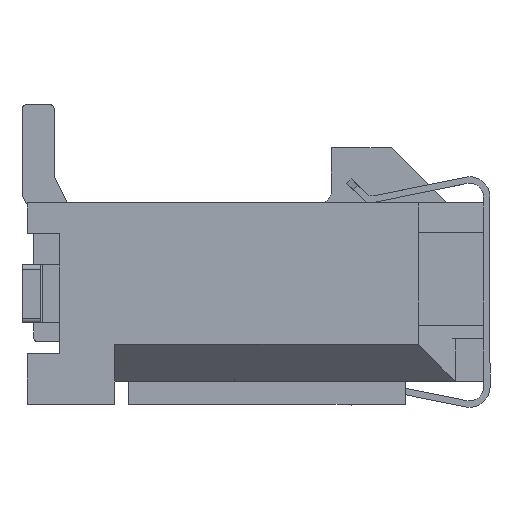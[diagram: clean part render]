
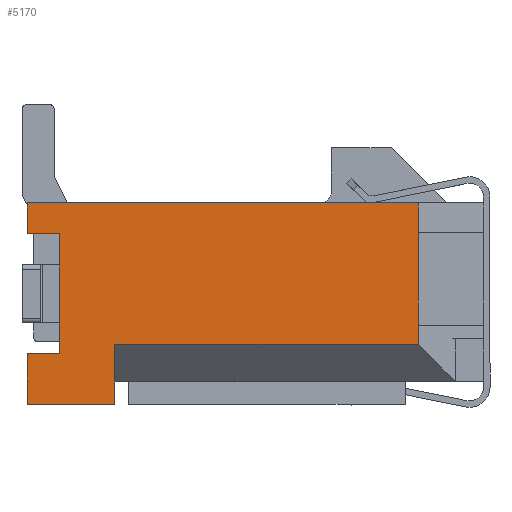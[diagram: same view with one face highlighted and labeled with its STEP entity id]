
A CAD part, left-side view. The second image highlights one B-rep face of the part: STEP entity #5170.
In plain terms, the highlighted planar face has unit normal (-1, 0, 0).
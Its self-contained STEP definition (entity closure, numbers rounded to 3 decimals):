
#587=ORIENTED_EDGE('',*,*,#2029,.T.);
#588=ORIENTED_EDGE('',*,*,#2030,.T.);
#589=ORIENTED_EDGE('',*,*,#1670,.F.);
#590=ORIENTED_EDGE('',*,*,#2031,.T.);
#591=ORIENTED_EDGE('',*,*,#2032,.F.);
#592=ORIENTED_EDGE('',*,*,#2033,.F.);
#593=ORIENTED_EDGE('',*,*,#2034,.F.);
#594=ORIENTED_EDGE('',*,*,#1771,.T.);
#595=ORIENTED_EDGE('',*,*,#2035,.T.);
#596=ORIENTED_EDGE('',*,*,#2036,.T.);
#597=ORIENTED_EDGE('',*,*,#2037,.T.);
#598=ORIENTED_EDGE('',*,*,#2038,.T.);
#1670=EDGE_CURVE('',#2427,#2428,#2921,.T.);
#1771=EDGE_CURVE('',#2526,#2525,#3022,.T.);
#2029=EDGE_CURVE('',#2715,#2716,#3280,.T.);
#2030=EDGE_CURVE('',#2716,#2428,#3281,.T.);
#2031=EDGE_CURVE('',#2427,#2717,#3282,.T.);
#2032=EDGE_CURVE('',#2718,#2717,#3283,.T.);
#2033=EDGE_CURVE('',#2719,#2718,#3284,.T.);
#2034=EDGE_CURVE('',#2526,#2719,#3285,.T.);
#2035=EDGE_CURVE('',#2525,#2720,#3286,.T.);
#2036=EDGE_CURVE('',#2720,#2721,#3287,.T.);
#2037=EDGE_CURVE('',#2721,#2722,#3288,.T.);
#2038=EDGE_CURVE('',#2722,#2715,#3289,.T.);
#2427=VERTEX_POINT('',#7146);
#2428=VERTEX_POINT('',#7148);
#2525=VERTEX_POINT('',#7360);
#2526=VERTEX_POINT('',#7362);
#2715=VERTEX_POINT('',#7859);
#2716=VERTEX_POINT('',#7860);
#2717=VERTEX_POINT('',#7863);
#2718=VERTEX_POINT('',#7865);
#2719=VERTEX_POINT('',#7867);
#2720=VERTEX_POINT('',#7870);
#2721=VERTEX_POINT('',#7872);
#2722=VERTEX_POINT('',#7874);
#2921=LINE('',#7147,#3624);
#3022=LINE('',#7361,#3725);
#3280=LINE('',#7858,#3983);
#3281=LINE('',#7861,#3984);
#3282=LINE('',#7862,#3985);
#3283=LINE('',#7864,#3986);
#3284=LINE('',#7866,#3987);
#3285=LINE('',#7868,#3988);
#3286=LINE('',#7869,#3989);
#3287=LINE('',#7871,#3990);
#3288=LINE('',#7873,#3991);
#3289=LINE('',#7875,#3992);
#3624=VECTOR('',#5772,1000.);
#3725=VECTOR('',#5903,1000.);
#3983=VECTOR('',#6261,1000.);
#3984=VECTOR('',#6262,1000.);
#3985=VECTOR('',#6263,1000.);
#3986=VECTOR('',#6264,1000.);
#3987=VECTOR('',#6265,1000.);
#3988=VECTOR('',#6266,1000.);
#3989=VECTOR('',#6267,1000.);
#3990=VECTOR('',#6268,1000.);
#3991=VECTOR('',#6269,1000.);
#3992=VECTOR('',#6270,1000.);
#4388=EDGE_LOOP('',(#587,#588,#589,#590,#591,#592,#593,#594,#595,#596,#597,
#598));
#4665=FACE_BOUND('',#4388,.T.);
#4931=PLANE('',#5486);
#5170=ADVANCED_FACE('',(#4665),#4931,.T.);
#5486=AXIS2_PLACEMENT_3D('',#7857,#6259,#6260);
#5772=DIRECTION('',(0.,0.,-1.));
#5903=DIRECTION('',(0.,1.,0.));
#6259=DIRECTION('',(-1.,0.,0.));
#6260=DIRECTION('',(0.,0.,1.));
#6261=DIRECTION('',(0.,0.,-1.));
#6262=DIRECTION('',(0.,-1.,0.));
#6263=DIRECTION('',(0.,-1.,0.));
#6264=DIRECTION('',(0.,0.,-1.));
#6265=DIRECTION('',(0.,0.,-1.));
#6266=DIRECTION('',(0.,0.,-1.));
#6267=DIRECTION('',(0.,0.,-1.));
#6268=DIRECTION('',(0.,-1.,0.));
#6269=DIRECTION('',(0.,0.,-1.));
#6270=DIRECTION('',(0.,1.,0.));
#7146=CARTESIAN_POINT('',(-7.825,3.05,-0.885));
#7147=CARTESIAN_POINT('',(-7.825,3.05,-1.685));
#7148=CARTESIAN_POINT('',(-7.825,3.05,-2.185));
#7360=CARTESIAN_POINT('',(-7.825,4.95,2.185));
#7361=CARTESIAN_POINT('',(-7.825,-4.95,2.185));
#7362=CARTESIAN_POINT('',(-7.825,-3.536,2.185));
#7857=CARTESIAN_POINT('',(-7.825,0.,0.));
#7858=CARTESIAN_POINT('',(-7.825,4.95,2.185));
#7859=CARTESIAN_POINT('',(-7.825,4.95,-1.085));
#7860=CARTESIAN_POINT('',(-7.825,4.95,-2.185));
#7861=CARTESIAN_POINT('',(-7.825,4.95,-2.185));
#7862=CARTESIAN_POINT('',(-7.825,0.,-0.885));
#7863=CARTESIAN_POINT('',(-7.825,-3.536,-0.885));
#7864=CARTESIAN_POINT('',(-7.825,-3.536,0.));
#7865=CARTESIAN_POINT('',(-7.825,-3.536,-0.465));
#7866=CARTESIAN_POINT('',(-7.825,-3.536,1.535));
#7867=CARTESIAN_POINT('',(-7.825,-3.536,1.535));
#7868=CARTESIAN_POINT('',(-7.825,-3.536,0.));
#7869=CARTESIAN_POINT('',(-7.825,4.95,2.185));
#7870=CARTESIAN_POINT('',(-7.825,4.95,1.515));
#7871=CARTESIAN_POINT('',(-7.825,0.,1.515));
#7872=CARTESIAN_POINT('',(-7.825,4.25,1.515));
#7873=CARTESIAN_POINT('',(-7.825,4.25,0.));
#7874=CARTESIAN_POINT('',(-7.825,4.25,-1.085));
#7875=CARTESIAN_POINT('',(-7.825,0.,-1.085));
